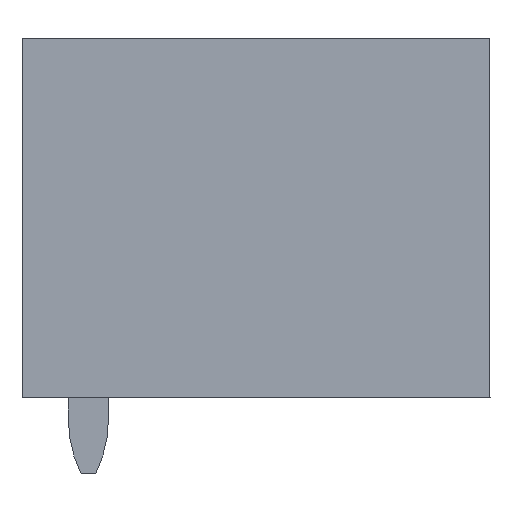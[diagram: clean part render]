
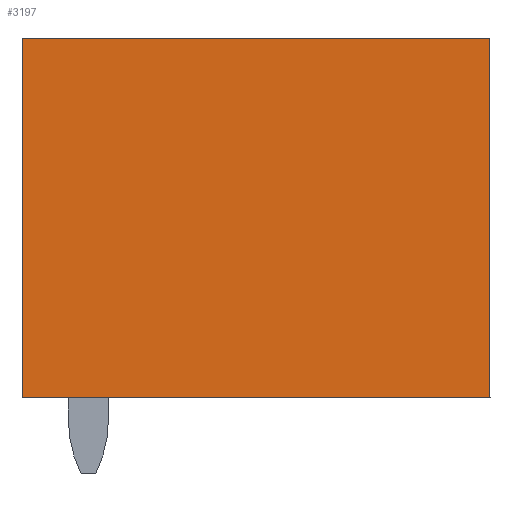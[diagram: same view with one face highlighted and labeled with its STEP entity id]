
A CAD part, left-side view. The second image highlights one B-rep face of the part: STEP entity #3197.
In plain terms, the highlighted planar face has unit normal (-1, 0, 0).
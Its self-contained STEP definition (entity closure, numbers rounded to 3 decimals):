
#3184=AXIS2_PLACEMENT_3D('Plane Axis2P3D',#3181,#3182,#3183) ;
#40=CARTESIAN_POINT('Vertex',(0.,0.,1.5)) ;
#45=CARTESIAN_POINT('Line Origine',(0.,4.6,1.5)) ;
#49=CARTESIAN_POINT('Vertex',(0.,9.2,1.5)) ;
#824=CARTESIAN_POINT('Vertex',(0.,0.,8.57)) ;
#827=CARTESIAN_POINT('Line Origine',(0.,0.,5.035)) ;
#3081=CARTESIAN_POINT('Vertex',(0.,9.2,8.57)) ;
#3084=CARTESIAN_POINT('Line Origine',(0.,4.6,8.57)) ;
#3181=CARTESIAN_POINT('Axis2P3D Location',(0.,0.,0.)) ;
#3186=CARTESIAN_POINT('Line Origine',(0.,9.2,5.035)) ;
#46=DIRECTION('Vector Direction',(0.,1.,0.)) ;
#828=DIRECTION('Vector Direction',(0.,0.,-1.)) ;
#3085=DIRECTION('Vector Direction',(0.,-1.,0.)) ;
#3182=DIRECTION('Axis2P3D Direction',(-1.,0.,0.)) ;
#3183=DIRECTION('Axis2P3D XDirection',(0.,-1.,0.)) ;
#3187=DIRECTION('Vector Direction',(0.,0.,1.)) ;
#47=VECTOR('Line Direction',#46,1.) ;
#829=VECTOR('Line Direction',#828,1.) ;
#3086=VECTOR('Line Direction',#3085,1.) ;
#3188=VECTOR('Line Direction',#3187,1.) ;
#3192=ORIENTED_EDGE('',*,*,#3190,.T.) ;
#3193=ORIENTED_EDGE('',*,*,#51,.T.) ;
#3194=ORIENTED_EDGE('',*,*,#831,.T.) ;
#3195=ORIENTED_EDGE('',*,*,#3088,.T.) ;
#3197=ADVANCED_FACE('HOUSING',(#3196),#3185,.T.) ;
#51=EDGE_CURVE('',#50,#41,#48,.F.) ;
#831=EDGE_CURVE('',#41,#825,#830,.F.) ;
#3088=EDGE_CURVE('',#825,#3082,#3087,.F.) ;
#3190=EDGE_CURVE('',#3082,#50,#3189,.F.) ;
#3191=EDGE_LOOP('',(#3192,#3193,#3194,#3195)) ;
#3196=FACE_OUTER_BOUND('',#3191,.T.) ;
#48=LINE('Line',#45,#47) ;
#830=LINE('Line',#827,#829) ;
#3087=LINE('Line',#3084,#3086) ;
#3189=LINE('Line',#3186,#3188) ;
#3185=PLANE('',#3184) ;
#41=VERTEX_POINT('',#40) ;
#50=VERTEX_POINT('',#49) ;
#825=VERTEX_POINT('',#824) ;
#3082=VERTEX_POINT('',#3081) ;
